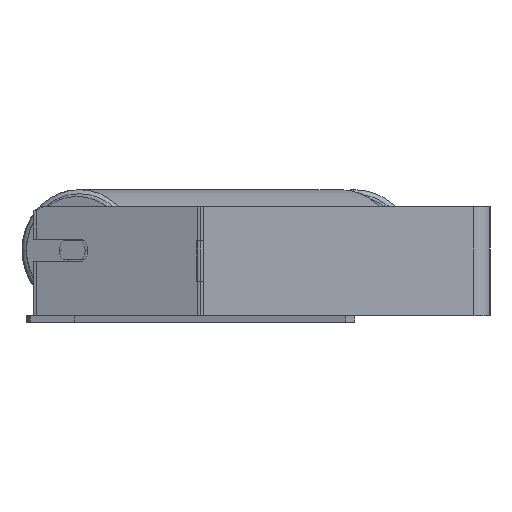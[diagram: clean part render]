
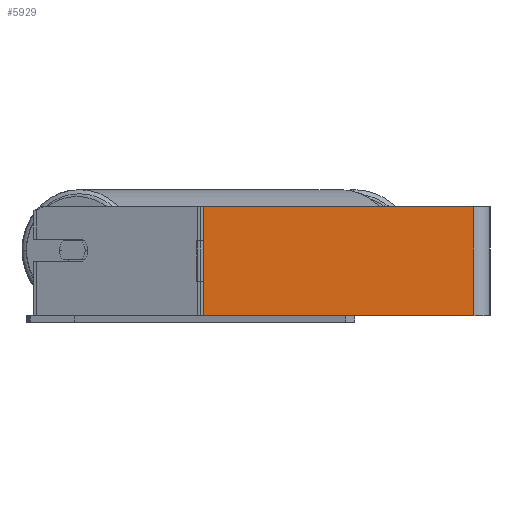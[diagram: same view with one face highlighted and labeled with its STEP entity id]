
A CAD part, left-side view. The second image highlights one B-rep face of the part: STEP entity #5929.
In plain terms, the highlighted planar face has unit normal (-1, 0, 0).
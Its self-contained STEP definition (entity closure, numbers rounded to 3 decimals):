
#120 = CARTESIAN_POINT ( 'NONE',  ( -900., 12., 40. ) ) ;
#180 = CARTESIAN_POINT ( 'NONE',  ( -900., 212.848, -40. ) ) ;
#439 = DIRECTION ( 'NONE',  ( 1., 0., 0. ) ) ;
#440 = EDGE_CURVE ( 'NONE', #1518, #2147, #1470, .T. ) ;
#570 = EDGE_CURVE ( 'NONE', #2147, #2270, #5990, .T. ) ;
#752 = VECTOR ( 'NONE', #3207, 1000. ) ;
#801 = VECTOR ( 'NONE', #2981, 1000. ) ;
#837 = LINE ( 'NONE', #120, #801 ) ;
#936 = CARTESIAN_POINT ( 'NONE',  ( -900., 12., -40. ) ) ;
#1245 = ORIENTED_EDGE ( 'NONE', *, *, #5432, .F. ) ;
#1463 = EDGE_CURVE ( 'NONE', #1518, #7552, #4630, .T. ) ;
#1470 = LINE ( 'NONE', #5239, #3913 ) ;
#1518 = VERTEX_POINT ( 'NONE', #8833 ) ;
#2147 = VERTEX_POINT ( 'NONE', #5085 ) ;
#2270 = VERTEX_POINT ( 'NONE', #936 ) ;
#2490 = CARTESIAN_POINT ( 'NONE',  ( -900., 212.848, 40. ) ) ;
#2745 = ORIENTED_EDGE ( 'NONE', *, *, #440, .T. ) ;
#2836 = ORIENTED_EDGE ( 'NONE', *, *, #1463, .F. ) ;
#2900 = EDGE_LOOP ( 'NONE', ( #4196, #1245, #2836, #2745 ) ) ;
#2981 = DIRECTION ( 'NONE',  ( 0., 0., -1. ) ) ;
#3207 = DIRECTION ( 'NONE',  ( 0., -1., 0. ) ) ;
#3463 = CARTESIAN_POINT ( 'NONE',  ( -900., 12., 40. ) ) ;
#3913 = VECTOR ( 'NONE', #5136, 1000. ) ;
#4196 = ORIENTED_EDGE ( 'NONE', *, *, #570, .T. ) ;
#4630 = LINE ( 'NONE', #2490, #752 ) ;
#5085 = CARTESIAN_POINT ( 'NONE',  ( -900., 210.733, -40. ) ) ;
#5136 = DIRECTION ( 'NONE',  ( 0., 0., -1. ) ) ;
#5239 = CARTESIAN_POINT ( 'NONE',  ( -900., 210.733, 40. ) ) ;
#5398 = PLANE ( 'NONE',  #8372 ) ;
#5432 = EDGE_CURVE ( 'NONE', #7552, #2270, #837, .T. ) ;
#5929 = ADVANCED_FACE ( 'NONE', ( #7467 ), #5398, .F. ) ;
#5990 = LINE ( 'NONE', #180, #9366 ) ;
#6235 = DIRECTION ( 'NONE',  ( 0., 0., -1. ) ) ;
#7467 = FACE_OUTER_BOUND ( 'NONE', #2900, .T. ) ;
#7552 = VERTEX_POINT ( 'NONE', #3463 ) ;
#8263 = CARTESIAN_POINT ( 'NONE',  ( -900., 212.848, 40. ) ) ;
#8332 = DIRECTION ( 'NONE',  ( 0., -1., 0. ) ) ;
#8372 = AXIS2_PLACEMENT_3D ( 'NONE', #8263, #439, #6235 ) ;
#8833 = CARTESIAN_POINT ( 'NONE',  ( -900., 210.733, 40. ) ) ;
#9366 = VECTOR ( 'NONE', #8332, 1000. ) ;
